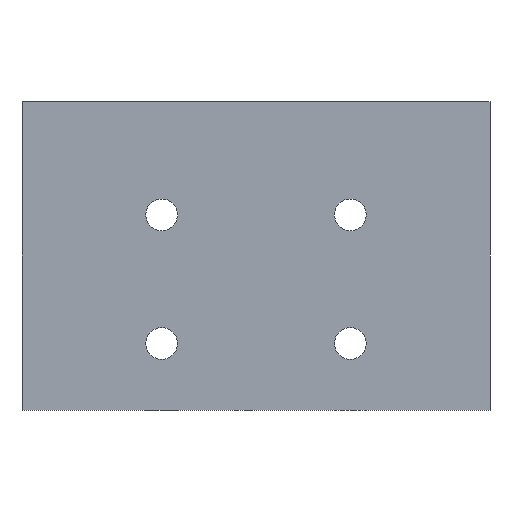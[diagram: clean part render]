
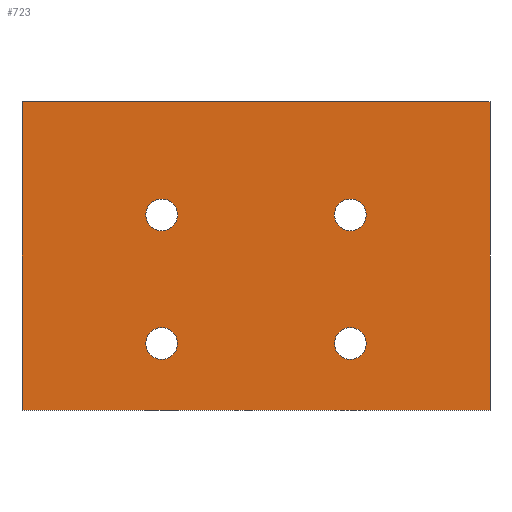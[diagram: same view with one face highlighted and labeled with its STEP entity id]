
A CAD part, front view. The second image highlights one B-rep face of the part: STEP entity #723.
In plain terms, the highlighted planar face has unit normal (0, -1, 0).
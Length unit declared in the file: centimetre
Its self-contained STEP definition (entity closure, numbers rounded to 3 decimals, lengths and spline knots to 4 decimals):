
#30=FACE_BOUND($,#122,.T.);
#31=FACE_BOUND($,#123,.T.);
#32=FACE_BOUND($,#124,.T.);
#33=FACE_BOUND($,#125,.T.);
#55=CIRCLE($,#765,0.185);
#56=CIRCLE($,#766,0.185);
#57=CIRCLE($,#767,0.185);
#58=CIRCLE($,#768,0.185);
#84=FACE_OUTER_BOUND($,#121,.T.);
#121=EDGE_LOOP($,(#514,#515,#516,#517));
#122=EDGE_LOOP($,(#518));
#123=EDGE_LOOP($,(#519));
#124=EDGE_LOOP($,(#520));
#125=EDGE_LOOP($,(#521));
#190=LINE($,#1061,#262);
#198=LINE($,#1077,#270);
#199=LINE($,#1079,#271);
#200=LINE($,#1080,#272);
#262=VECTOR($,#843,1.);
#270=VECTOR($,#853,1.);
#271=VECTOR($,#854,1.);
#272=VECTOR($,#855,1.);
#334=VERTEX_POINT($,#1058);
#335=VERTEX_POINT($,#1060);
#342=VERTEX_POINT($,#1076);
#343=VERTEX_POINT($,#1078);
#344=VERTEX_POINT($,#1081);
#345=VERTEX_POINT($,#1083);
#346=VERTEX_POINT($,#1085);
#347=VERTEX_POINT($,#1087);
#406=EDGE_CURVE($,#335,#334,#190,.T.);
#414=EDGE_CURVE($,#342,#334,#198,.F.);
#415=EDGE_CURVE($,#343,#342,#199,.T.);
#416=EDGE_CURVE($,#335,#343,#200,.T.);
#417=EDGE_CURVE($,#344,#344,#55,.F.);
#418=EDGE_CURVE($,#345,#345,#56,.F.);
#419=EDGE_CURVE($,#346,#346,#57,.F.);
#420=EDGE_CURVE($,#347,#347,#58,.F.);
#514=ORIENTED_EDGE($,*,*,#406,.T.);
#515=ORIENTED_EDGE($,*,*,#414,.F.);
#516=ORIENTED_EDGE($,*,*,#415,.F.);
#517=ORIENTED_EDGE($,*,*,#416,.F.);
#518=ORIENTED_EDGE($,*,*,#417,.F.);
#519=ORIENTED_EDGE($,*,*,#418,.F.);
#520=ORIENTED_EDGE($,*,*,#419,.F.);
#521=ORIENTED_EDGE($,*,*,#420,.F.);
#699=PLANE($,#764);
#723=ADVANCED_FACE($,(#84,#30,#31,#32,#33),#699,.F.);
#764=AXIS2_PLACEMENT_3D($,#1075,#851,#852);
#765=AXIS2_PLACEMENT_3D($,#1082,#856,#857);
#766=AXIS2_PLACEMENT_3D($,#1084,#858,#859);
#767=AXIS2_PLACEMENT_3D($,#1086,#860,#861);
#768=AXIS2_PLACEMENT_3D($,#1088,#862,#863);
#843=DIRECTION($,(-1.,0.,0.));
#851=DIRECTION('center_axis',(0.,1.,0.));
#852=DIRECTION('ref_axis',(0.,0.,1.));
#853=DIRECTION($,(0.,0.,-1.));
#854=DIRECTION($,(-1.,0.,0.));
#855=DIRECTION($,(0.,0.,-1.));
#856=DIRECTION('center_axis',(0.,1.,0.));
#857=DIRECTION('ref_axis',(-1.,0.,0.));
#858=DIRECTION('center_axis',(0.,1.,0.));
#859=DIRECTION('ref_axis',(-1.,0.,0.));
#860=DIRECTION('center_axis',(0.,1.,0.));
#861=DIRECTION('ref_axis',(-1.,0.,0.));
#862=DIRECTION('center_axis',(0.,1.,0.));
#863=DIRECTION('ref_axis',(-1.,0.,0.));
#1058=CARTESIAN_POINT('',(-0.33,-1.705,3.2));
#1060=CARTESIAN_POINT('',(5.13,-1.705,3.2));
#1061=CARTESIAN_POINT($,(2.4597,-1.705,3.2));
#1075=CARTESIAN_POINT('Origin',(2.4,-1.705,1.4045));
#1076=CARTESIAN_POINT('',(-0.33,-1.705,-0.4));
#1077=CARTESIAN_POINT($,(-0.33,-1.705,1.5023));
#1078=CARTESIAN_POINT('',(5.13,-1.705,-0.4));
#1079=CARTESIAN_POINT($,(2.4,-1.705,-0.4));
#1080=CARTESIAN_POINT($,(5.13,-1.705,1.5023));
#1081=CARTESIAN_POINT('',(1.485,-1.705,1.8798));
#1082=CARTESIAN_POINT('Origin',(1.3,-1.705,1.8798));
#1083=CARTESIAN_POINT('',(3.685,-1.705,1.8798));
#1084=CARTESIAN_POINT('Origin',(3.5,-1.705,1.8798));
#1085=CARTESIAN_POINT('',(1.485,-1.705,0.3798));
#1086=CARTESIAN_POINT('Origin',(1.3,-1.705,0.3798));
#1087=CARTESIAN_POINT('',(3.685,-1.705,0.3798));
#1088=CARTESIAN_POINT('Origin',(3.5,-1.705,0.3798));
